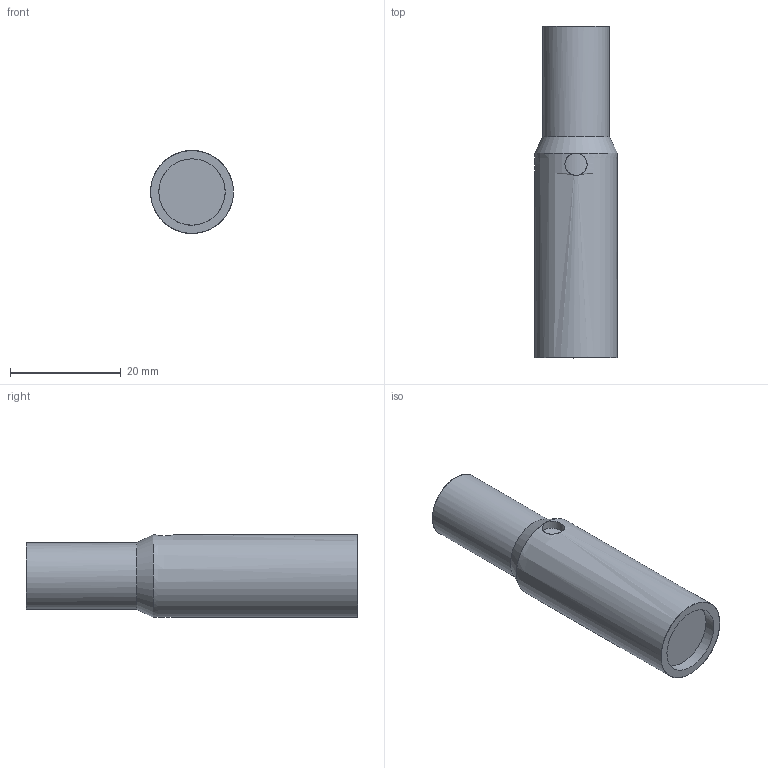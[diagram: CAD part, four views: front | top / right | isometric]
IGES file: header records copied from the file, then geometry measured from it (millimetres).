
Global section: file name: FOR-A2.0-10.igs; native system: CAD Exchanger 2.3.0; preprocessor: CAD Exchanger 2.3.0 (www.cadexchanger.com); author: ges; date: 20120130.120410; units: millimetre
Bounding box: 15 x 60 x 15 mm (x, y, z)
Surface area: 3445.4 mm2 (no closed solid volume)
Topology: 0 solids, 0 shells, 11 faces, 40 edges, 33 vertices
Faces by surface type: revolution 7, bspline 4
